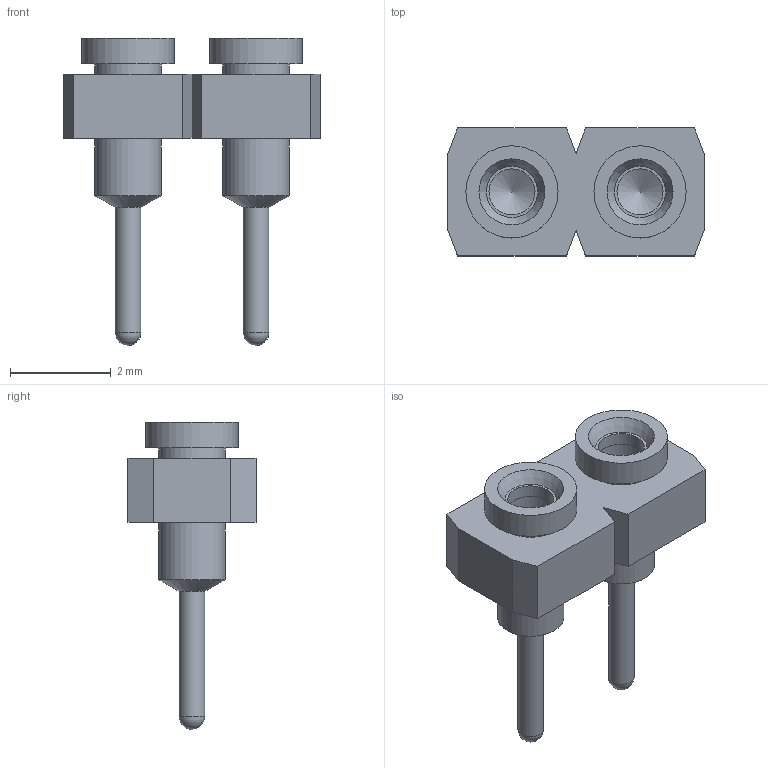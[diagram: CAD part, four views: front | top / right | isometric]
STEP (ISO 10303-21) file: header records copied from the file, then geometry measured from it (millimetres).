
FILE_DESCRIPTION(('FreeCAD Model'),'2;1');
FILE_NAME('Open CASCADE Shape Model','2025-01-11T13:10:41',(''),(''), 'Open CASCADE STEP processor 7.8','FreeCAD','Unknown');
FILE_SCHEMA(('AUTOMOTIVE_DESIGN { 1 0 10303 214 1 1 1 1 }'));
Length unit declared in the file: millimetre
Products named in the file (3): SL-102_socket; SC-4P1_pins001; SC-4P1_pins002
Bounding box: 5.08 x 2.54 x 6.1 mm (x, y, z)
Volume: 19.2 mm3; surface area: 117 mm2
Topology: 3 solids, 3 shells, 50 faces, 108 edges, 70 vertices
Faces by surface type: plane 26, cylinder 14, cone 8, sphere 2
Full cylindrical faces by diameter (mm): 0.508 x2, 0.914 x2, 1.016 x2, 1.321 x6, 1.829 x2
Entity records: 1392 total; most frequent: CARTESIAN_POINT 257, DIRECTION 220, ORIENTED_EDGE 208, EDGE_CURVE 104, AXIS2_PLACEMENT_3D 89, VERTEX_POINT 70, FACE_BOUND 64, EDGE_LOOP 64
